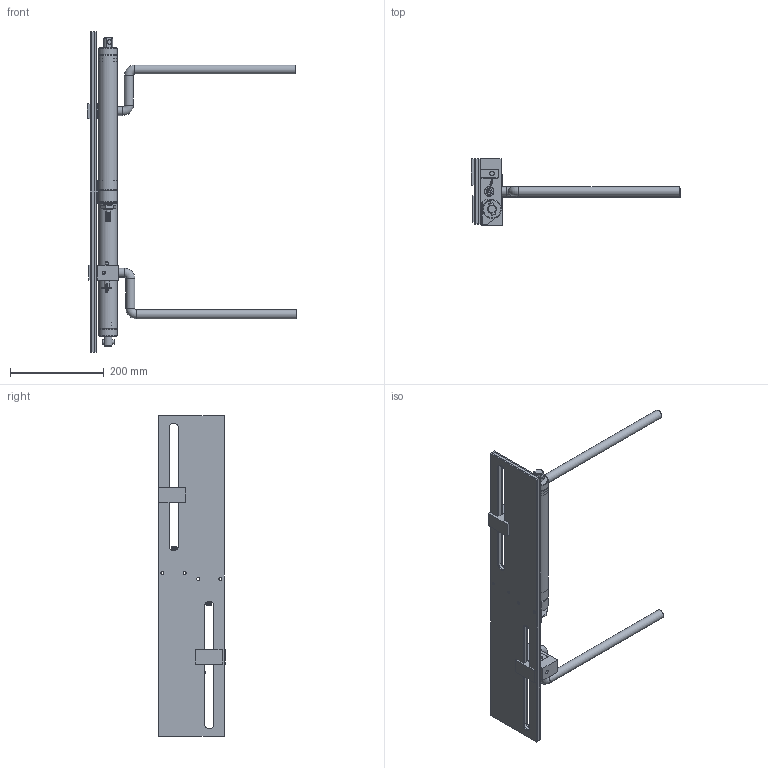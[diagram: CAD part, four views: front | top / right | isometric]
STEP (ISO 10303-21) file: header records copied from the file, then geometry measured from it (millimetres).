
FILE_DESCRIPTION(/* description */ (''),/* implementation_level */ '2;1');
FILE_NAME(/* name */ 'Gripper Attempt 06.stp',/* time_stamp */ '2015-08-14T07:02:05-07:00',/* author */ ('steele'),/* organization */ (''),/* preprocessor_version */ 'ST-DEVELOPER v16.1',/* originating_system */ 'Autodesk Inventor 2016',/* authorisation */ '');
FILE_SCHEMA (('AUTOMOTIVE_DESIGN { 1 0 10303 214 3 1 1 }'));
Length unit declared in the file: inch
Products named in the file (9): Aluminum Base Plate 5.5 x 27 x 1(_FS)4 x 3(_FS)8; Delrin for Gripper 5.5 x 27 x 1(_FS)8 x 3(_FS)8; 6498K340; 6498K681; Support For Arms; Support Overlay on Gripper Side for Delrin Base; ABS Arm; 90985A127; Gripper Attempt 06
Assembly tree (15 placements, depth 2):
  Gripper Attempt 06
    Aluminum Base Plate 5.5 x 27 x 1(_FS)4 x 3(_FS)8
    Delrin for Gripper 5.5 x 27 x 1(_FS)8 x 3(_FS)8  x2
    6498K340  x2
    6498K681  x2
    Support For Arms  x2
    Support Overlay on Gripper Side for Delrin Base  x2
    ABS Arm  x2
    90985A127  x2
Bounding box: 447.68 x 142.09 x 685.8 mm (x, y, z)
Volume: 1759678.6 mm3; surface area: 954183.3 mm2
Topology: 27 solids, 27 shells, 804 faces, 2044 edges, 1312 vertices
Faces by surface type: cone 354, cylinder 228, plane 190, torus 12, sphere 12, bspline 8
Full cylindrical faces by diameter (mm): 3.175 x2, 4.238 x2, 4.391 x2, 4.978 x4, 6.293 x2, 6.35 x14, 6.502 x2, 6.756 x4, 6.858 x4, 9.525 x4, 9.728 x2, 9.973 x28, 11.112 x2, 11.113 x30, 11.163 x2, 15.24 x6, 17.546 x16, 19.05 x26, 19.558 x2, 20.637 x2, 24.632 x2, 37.998 x2, 38.1 x2, 39.624 x6
Entity records: 14066 total; most frequent: CARTESIAN_POINT 5548, DIRECTION 1718, ORIENTED_EDGE 1404, AXIS2_PLACEMENT_3D 768, EDGE_LOOP 710, EDGE_CURVE 702, VERTEX_POINT 562, ADVANCED_FACE 411
